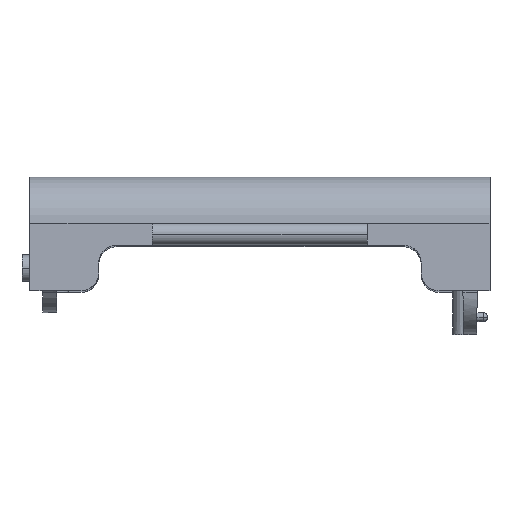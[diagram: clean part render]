
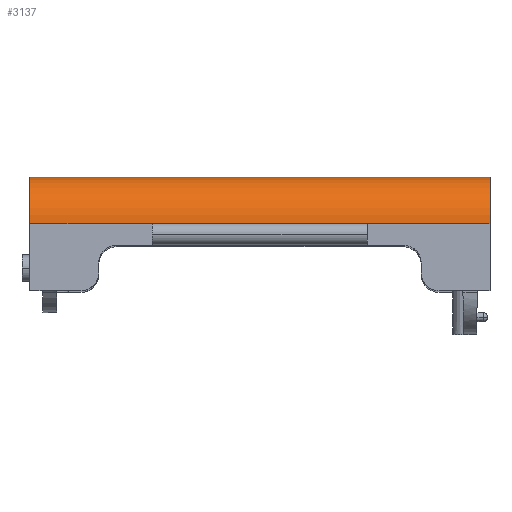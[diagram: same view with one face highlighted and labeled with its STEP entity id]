
A CAD part, top view. The second image highlights one B-rep face of the part: STEP entity #3137.
In plain terms, the highlighted cylindrical face has radius 6.858 mm (diameter 13.716 mm), a partial arc.
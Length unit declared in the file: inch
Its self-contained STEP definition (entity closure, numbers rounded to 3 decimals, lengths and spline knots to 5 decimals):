
#127 = LINE ( 'NONE', #3482, #2795 ) ;
#156 = ORIENTED_EDGE ( 'NONE', *, *, #3185, .F. ) ;
#195 = CIRCLE ( 'NONE', #3086, 0.27 ) ;
#511 = ORIENTED_EDGE ( 'NONE', *, *, #1146, .F. ) ;
#594 = CARTESIAN_POINT ( 'NONE',  ( 1.2845, 0.635, 2.55709 ) ) ;
#714 = VERTEX_POINT ( 'NONE', #3959 ) ;
#984 = VECTOR ( 'NONE', #4973, 39.37008 ) ;
#1024 = CARTESIAN_POINT ( 'NONE',  ( -1.2845, 0.365, 2.55709 ) ) ;
#1044 = DIRECTION ( 'NONE',  ( -1., 0., 0. ) ) ;
#1056 = DIRECTION ( 'NONE',  ( 0., 0., 1. ) ) ;
#1146 = EDGE_CURVE ( 'NONE', #5120, #1388, #5152, .T. ) ;
#1291 = VECTOR ( 'NONE', #2982, 39.37008 ) ;
#1388 = VERTEX_POINT ( 'NONE', #5156 ) ;
#1743 = CARTESIAN_POINT ( 'NONE',  ( 1.2845, 0.37442, 2.82692 ) ) ;
#1837 = CARTESIAN_POINT ( 'NONE',  ( 0.6, 0.37442, 2.82692 ) ) ;
#1844 = DIRECTION ( 'NONE',  ( -1., 0., 0. ) ) ;
#1885 = AXIS2_PLACEMENT_3D ( 'NONE', #1024, #1044, #1056 ) ;
#1894 = AXIS2_PLACEMENT_3D ( 'NONE', #4591, #4620, #4500 ) ;
#1990 = VERTEX_POINT ( 'NONE', #594 ) ;
#2053 = EDGE_CURVE ( 'NONE', #1388, #3175, #5107, .T. ) ;
#2145 = CARTESIAN_POINT ( 'NONE',  ( -0.6, 0.37442, 2.82692 ) ) ;
#2675 = LINE ( 'NONE', #4988, #984 ) ;
#2710 = VECTOR ( 'NONE', #1844, 39.37008 ) ;
#2795 = VECTOR ( 'NONE', #3488, 39.37008 ) ;
#2982 = DIRECTION ( 'NONE',  ( -1., 0., 0. ) ) ;
#3078 = CARTESIAN_POINT ( 'NONE',  ( 1.2245, 0.37442, 2.82692 ) ) ;
#3086 = AXIS2_PLACEMENT_3D ( 'NONE', #3118, #3136, #3143 ) ;
#3118 = CARTESIAN_POINT ( 'NONE',  ( 1.2845, 0.365, 2.55709 ) ) ;
#3136 = DIRECTION ( 'NONE',  ( -1., 0., 0. ) ) ;
#3137 = ADVANCED_FACE ( 'NONE', ( #4819 ), #4448, .T. ) ;
#3143 = DIRECTION ( 'NONE',  ( 0., 0., 1. ) ) ;
#3166 = EDGE_CURVE ( 'NONE', #3175, #1990, #127, .T. ) ;
#3175 = VERTEX_POINT ( 'NONE', #3613 ) ;
#3185 = EDGE_CURVE ( 'NONE', #714, #5120, #4199, .T. ) ;
#3287 = ORIENTED_EDGE ( 'NONE', *, *, #4429, .F. ) ;
#3304 = EDGE_CURVE ( 'NONE', #4977, #1990, #195, .T. ) ;
#3482 = CARTESIAN_POINT ( 'NONE',  ( 1.2245, 0.635, 2.55709 ) ) ;
#3488 = DIRECTION ( 'NONE',  ( 1., 0., 0. ) ) ;
#3512 = ORIENTED_EDGE ( 'NONE', *, *, #3166, .F. ) ;
#3613 = CARTESIAN_POINT ( 'NONE',  ( -1.2845, 0.635, 2.55709 ) ) ;
#3806 = EDGE_LOOP ( 'NONE', ( #4096, #3512, #4076, #511, #156, #3287 ) ) ;
#3959 = CARTESIAN_POINT ( 'NONE',  ( 0.6, 0.37442, 2.82692 ) ) ;
#4076 = ORIENTED_EDGE ( 'NONE', *, *, #2053, .F. ) ;
#4096 = ORIENTED_EDGE ( 'NONE', *, *, #3304, .T. ) ;
#4199 = LINE ( 'NONE', #1837, #2710 ) ;
#4429 = EDGE_CURVE ( 'NONE', #4977, #714, #2675, .T. ) ;
#4448 = CYLINDRICAL_SURFACE ( 'NONE', #1894, 0.27 ) ;
#4500 = DIRECTION ( 'NONE',  ( 0., 0., 1. ) ) ;
#4591 = CARTESIAN_POINT ( 'NONE',  ( 1.2245, 0.365, 2.55709 ) ) ;
#4620 = DIRECTION ( 'NONE',  ( -1., 0., 0. ) ) ;
#4819 = FACE_OUTER_BOUND ( 'NONE', #3806, .T. ) ;
#4973 = DIRECTION ( 'NONE',  ( -1., 0., 0. ) ) ;
#4977 = VERTEX_POINT ( 'NONE', #1743 ) ;
#4988 = CARTESIAN_POINT ( 'NONE',  ( 1.2245, 0.37442, 2.82692 ) ) ;
#5107 = CIRCLE ( 'NONE', #1885, 0.27 ) ;
#5120 = VERTEX_POINT ( 'NONE', #2145 ) ;
#5152 = LINE ( 'NONE', #3078, #1291 ) ;
#5156 = CARTESIAN_POINT ( 'NONE',  ( -1.2845, 0.37442, 2.82692 ) ) ;
